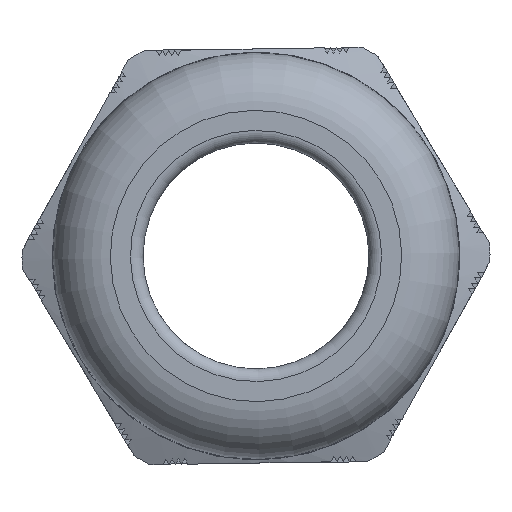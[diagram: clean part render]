
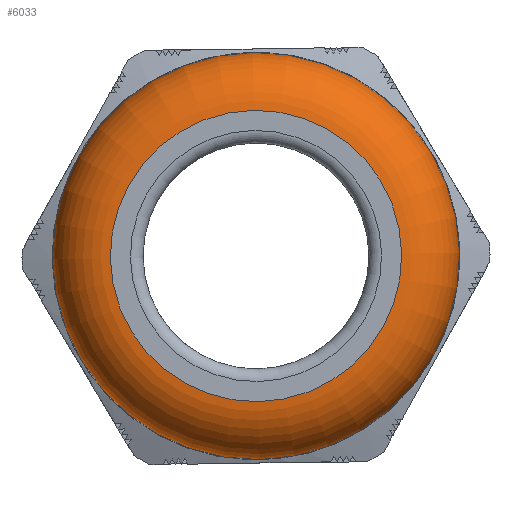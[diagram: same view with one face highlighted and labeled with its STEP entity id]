
A CAD part, left-side view. The second image highlights one B-rep face of the part: STEP entity #6033.
In plain terms, the highlighted toroidal (fillet/blend) face has major radius 11.364 mm and minor radius 4.836 mm.
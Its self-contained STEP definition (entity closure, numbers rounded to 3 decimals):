
#316=TOROIDAL_SURFACE('',#6567,11.364,4.836);
#353=FACE_BOUND('',#1237,.T.);
#887=FACE_OUTER_BOUND('',#1236,.T.);
#1236=EDGE_LOOP('',(#5635));
#1237=EDGE_LOOP('',(#5636));
#2358=CIRCLE('',#6560,11.61);
#2361=CIRCLE('',#6568,16.2);
#2965=VERTEX_POINT('',#13577);
#2967=VERTEX_POINT('',#13587);
#3857=EDGE_CURVE('',#2965,#2965,#2358,.T.);
#3860=EDGE_CURVE('',#2967,#2967,#2361,.T.);
#5635=ORIENTED_EDGE('',*,*,#3860,.F.);
#5636=ORIENTED_EDGE('',*,*,#3857,.T.);
#6033=ADVANCED_FACE('',(#887,#353),#316,.T.);
#6560=AXIS2_PLACEMENT_3D('',#13578,#8061,#8062);
#6567=AXIS2_PLACEMENT_3D('',#13586,#8075,#8076);
#6568=AXIS2_PLACEMENT_3D('',#13588,#8077,#8078);
#8061=DIRECTION('center_axis',(1.,0.,0.));
#8062=DIRECTION('ref_axis',(0.,0.,-1.));
#8075=DIRECTION('center_axis',(1.,0.,0.));
#8076=DIRECTION('ref_axis',(0.,0.,-1.));
#8077=DIRECTION('center_axis',(1.,0.,0.));
#8078=DIRECTION('ref_axis',(0.,0.,-1.));
#13577=CARTESIAN_POINT('',(-22.26,11.61,0.));
#13578=CARTESIAN_POINT('Origin',(-22.26,0.,0.));
#13586=CARTESIAN_POINT('Origin',(-17.43,0.,0.));
#13587=CARTESIAN_POINT('',(-17.43,16.2,0.));
#13588=CARTESIAN_POINT('Origin',(-17.43,0.,0.));
